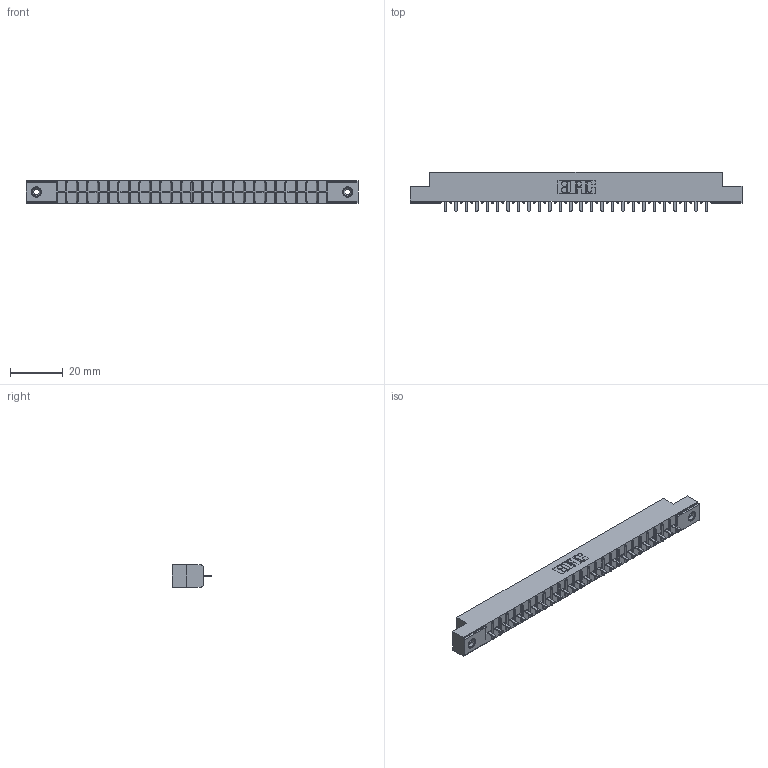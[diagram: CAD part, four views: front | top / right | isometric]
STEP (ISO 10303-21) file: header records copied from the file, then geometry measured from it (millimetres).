
FILE_DESCRIPTION (( 'STEP AP203' ), '1' );
FILE_NAME ('306-026-521-108.STEP', '2019-09-11T21:43:23', ( '' ), ( '' ), 'SwSTEP 2.0', 'SolidWorks 2016', '' );
FILE_SCHEMA (( 'CONFIG_CONTROL_DESIGN' ));
Length unit declared in the file: inch
Products named in the file (4): 306-290-001_121; 306-026-521-108; 345-250-001_345-250-003-102; 306 Part_.156 Dia
Assembly tree (29 placements, depth 2):
  306-026-521-108
    306 Part_.156 Dia
    306-290-001_121  x26
    345-250-001_345-250-003-102  x2
Bounding box: 126.03 x 14.88 x 8.71 mm (x, y, z)
Volume: 8593.5 mm3; surface area: 12684.9 mm2
Topology: 29 solids, 29 shells, 1996 faces, 5574 edges, 3568 vertices
Faces by surface type: plane 1322, cylinder 554, sphere 104, cone 12, torus 4
Entity records: 27460 total; most frequent: CARTESIAN_POINT 4588, ORIENTED_EDGE 4540, DIRECTION 4534, EDGE_CURVE 2270, VECTOR 1766, LINE 1766, VERTEX_POINT 1438, AXIS2_PLACEMENT_3D 1384
